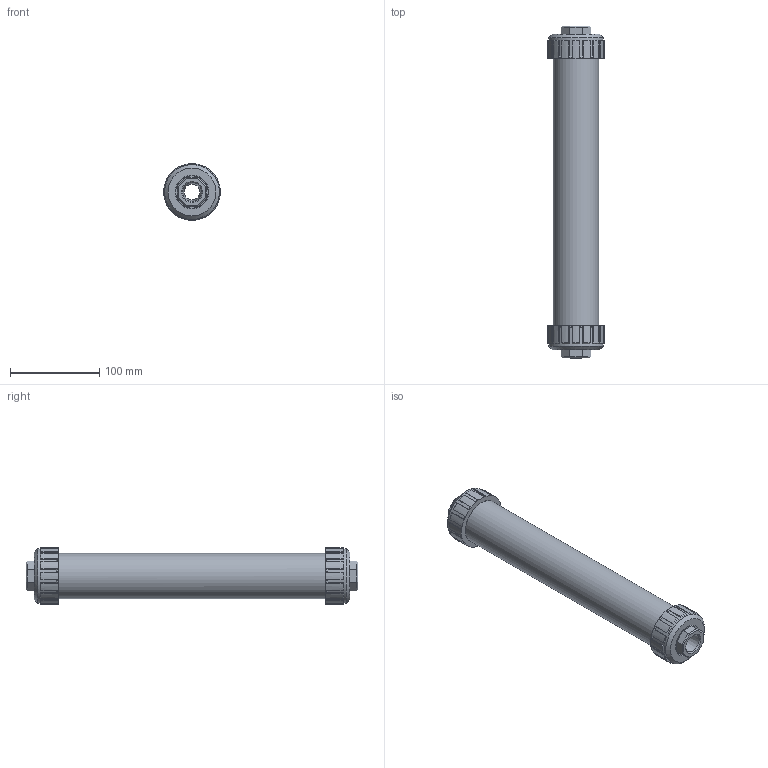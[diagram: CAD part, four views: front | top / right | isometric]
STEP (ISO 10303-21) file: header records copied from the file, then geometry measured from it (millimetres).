
FILE_DESCRIPTION((''),'2;1');
FILE_NAME('CVG-250-PVC-50N_R5.iam.stp','2016-10-28T12:27:35',(''),(''),'Autodesk Inventor 2009','Autodesk Inventor 2009','');
FILE_SCHEMA(('AUTOMOTIVE_DESIGN { 1 0 10303 214 1 1 1 1 }'));
Length unit declared in the file: inch
Products named in the file (5): CVG-250-PVC-50N_R5; CVG-3-250-POLY-NPT-50_R11; CVG-6-250_R0; CVG-1-250-A_R0; CVG-2-250_R5
Assembly tree (6 placements, depth 2):
  CVG-250-PVC-50N_R5
    CVG-3-250-POLY-NPT-50_R11  x2
    CVG-6-250_R0  x2
    CVG-1-250-A_R0
    CVG-2-250_R5
Bounding box: 63.5 x 372.62 x 63.5 mm (x, y, z)
Volume: 350934.7 mm3; surface area: 224825.9 mm2
Topology: 6 solids, 6 shells, 322 faces, 771 edges, 473 vertices
Faces by surface type: bspline 130, plane 101, cone 58, cylinder 33
Full cylindrical faces by diameter (mm): 17.856 x2, 34.061 x2, 35.992 x1, 36.246 x2, 40.005 x1, 40.31 x2, 41.427 x2, 43.713 x4, 44.45 x1, 47.168 x2, 50.8 x8, 63.5 x2
Entity records: 10065 total; most frequent: CARTESIAN_POINT 6596, ORIENTED_EDGE 692, DIRECTION 620, EDGE_CURVE 346, AXIS2_PLACEMENT_3D 253, VERTEX_POINT 243, EDGE_LOOP 233, FACE_OUTER_BOUND 168
